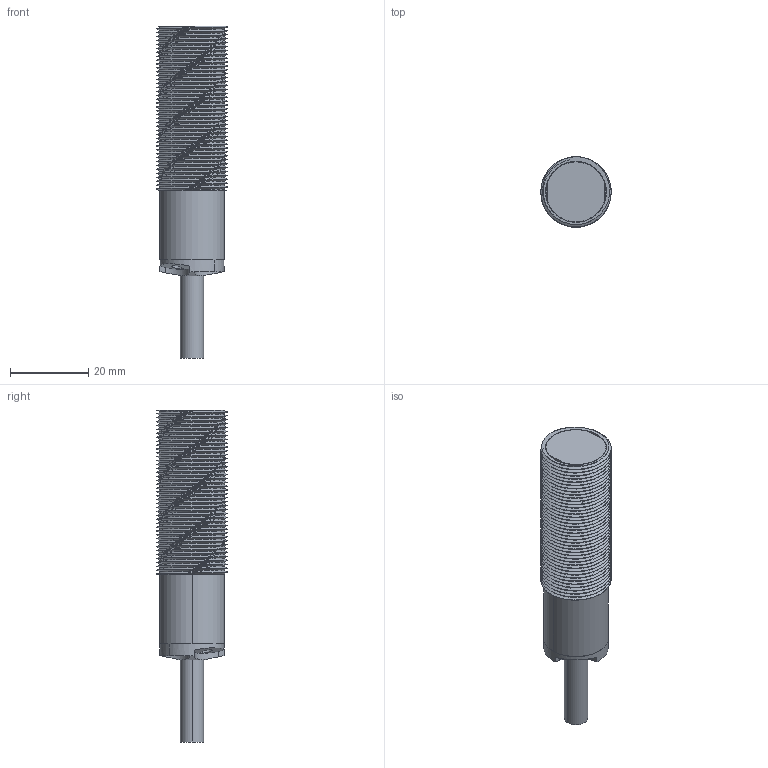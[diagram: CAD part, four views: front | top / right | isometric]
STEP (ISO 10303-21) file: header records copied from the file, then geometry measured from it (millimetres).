
FILE_DESCRIPTION((''),'2;1');
FILE_NAME('155360_SW','2011-02-03T',('banengservice'),('BANNER ENGINEERING'),'PRO/ENGINEER BY PARAMETRIC TECHNOLOGY CORPORATION, 2009141','PRO/ENGINEER BY PARAMETRIC TECHNOLOGY CORPORATION, 2009141','');
FILE_SCHEMA(('CONFIG_CONTROL_DESIGN'));
Length unit declared in the file: inch
Products named in the file (1): 155360_SW
Bounding box: 18 x 18 x 85.01 mm (x, y, z)
Volume: 5206.7 mm3; surface area: 11449.2 mm2
Topology: 1 solids, 2 shells, 303 faces, 814 edges, 519 vertices
Faces by surface type: cylinder 150, plane 72, bspline 39, cone 36, revolution 4, torus 2
Entity records: 24698 total; most frequent: CARTESIAN_POINT 17549, ORIENTED_EDGE 1620, DIRECTION 1287, EDGE_CURVE 810, VERTEX_POINT 519, AXIS2_PLACEMENT_3D 486, EDGE_LOOP 323, VECTOR 311
